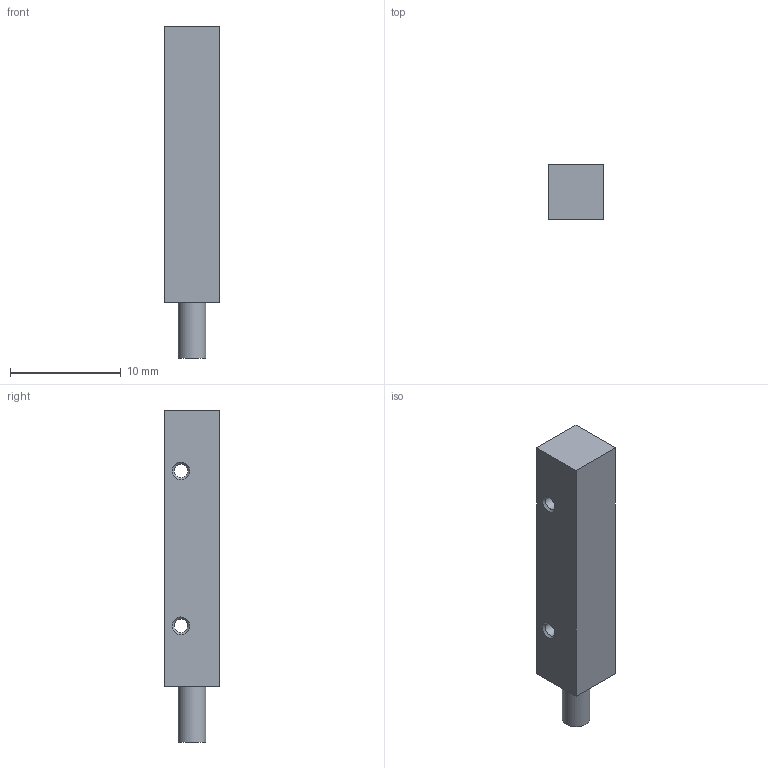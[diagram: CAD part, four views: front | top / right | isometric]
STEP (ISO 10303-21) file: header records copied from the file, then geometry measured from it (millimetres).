
FILE_DESCRIPTION(/* description */ ('STEP AP214'),/* implementation_level */ '2;1');
FILE_NAME(/* name */ '178290_SIES-Q5B-NS-K-L',/* time_stamp */ '2024-09-15T06:24:37+02:00',/* author */ ('License CC BY-ND 4.0'),/* organization */ ('CADENAS'),/* preprocessor_version */ 'ST-DEVELOPER v19.3',/* originating_system */ 'PARTsolutions',/* authorisation */ ' ');
FILE_SCHEMA (('AUTOMOTIVE_DESIGN {1 0 10303 214 3 1 1}'));
Length unit declared in the file: millimetre
Products named in the file (1): 178290 SIES-Q5B-NS-K-L
Bounding box: 5 x 5 x 30 mm (x, y, z)
Volume: 637 mm3; surface area: 622.2 mm2
Topology: 1 solids, 1 shells, 16 faces, 32 edges, 20 vertices
Faces by surface type: plane 8, cone 4, cylinder 4
Full cylindrical faces by diameter (mm): 1.221 x2, 2.5 x2
Entity records: 414 total; most frequent: DIRECTION 70, CARTESIAN_POINT 61, ORIENTED_EDGE 48, EDGE_LOOP 30, FACE_BOUND 30, AXIS2_PLACEMENT_3D 29, EDGE_CURVE 24, VERTEX_POINT 20
